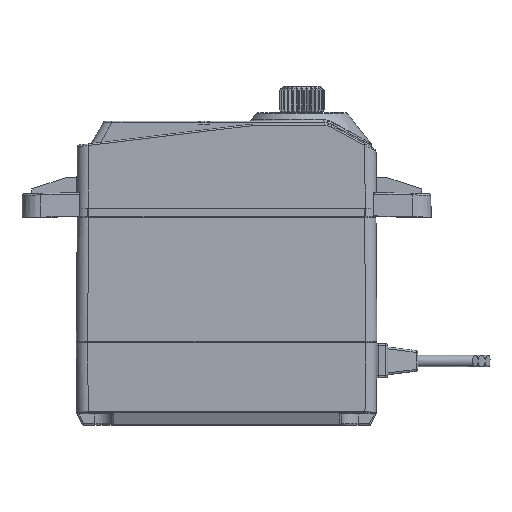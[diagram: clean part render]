
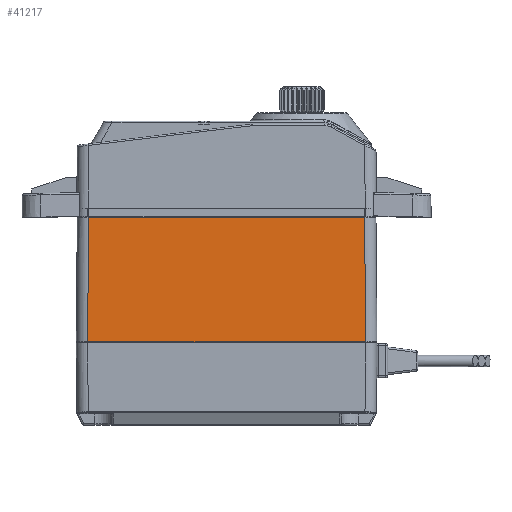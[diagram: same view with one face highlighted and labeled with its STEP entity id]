
A CAD part, top view. The second image highlights one B-rep face of the part: STEP entity #41217.
In plain terms, the highlighted planar face has unit normal (0, 0.007, 1).
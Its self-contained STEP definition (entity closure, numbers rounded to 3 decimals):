
#43 = DIRECTION ( 'NONE',  ( 1., 0., 0. ) ) ;
#84 = AXIS2_PLACEMENT_3D ( 'NONE', #10554, #20108, #432 ) ;
#432 = DIRECTION ( 'NONE',  ( 0., -1., 0.007 ) ) ;
#2229 = CARTESIAN_POINT ( 'NONE',  ( 18.465, -8.9, 10.015 ) ) ;
#3431 = LINE ( 'NONE', #38325, #9039 ) ;
#6216 = EDGE_CURVE ( 'NONE', #16989, #17665, #3431, .T. ) ;
#8135 = EDGE_LOOP ( 'NONE', ( #14322, #37924, #27899, #30019 ) ) ;
#9039 = VECTOR ( 'NONE', #31935, 1000. ) ;
#9741 = CARTESIAN_POINT ( 'NONE',  ( -18.35, 7.6, 9.9 ) ) ;
#10019 = EDGE_CURVE ( 'NONE', #18848, #17665, #17067, .T. ) ;
#10554 = CARTESIAN_POINT ( 'NONE',  ( -21.929, 7.599, 9.9 ) ) ;
#11746 = DIRECTION ( 'NONE',  ( 1., 0., 0. ) ) ;
#14141 = CARTESIAN_POINT ( 'NONE',  ( 18.35, 7.6, 9.9 ) ) ;
#14322 = ORIENTED_EDGE ( 'NONE', *, *, #6216, .F. ) ;
#15800 = VERTEX_POINT ( 'NONE', #24531 ) ;
#16785 = FACE_OUTER_BOUND ( 'NONE', #8135, .T. ) ;
#16989 = VERTEX_POINT ( 'NONE', #14141 ) ;
#17067 = LINE ( 'NONE', #28295, #39962 ) ;
#17665 = VERTEX_POINT ( 'NONE', #2229 ) ;
#18848 = VERTEX_POINT ( 'NONE', #19506 ) ;
#19506 = CARTESIAN_POINT ( 'NONE',  ( -18.465, -8.9, 10.015 ) ) ;
#20108 = DIRECTION ( 'NONE',  ( 0., 0.007, 1. ) ) ;
#21457 = EDGE_CURVE ( 'NONE', #18848, #15800, #37021, .T. ) ;
#23101 = PLANE ( 'NONE',  #84 ) ;
#23692 = CARTESIAN_POINT ( 'NONE',  ( -18.7, -42.519, 10.25 ) ) ;
#24105 = LINE ( 'NONE', #9741, #37313 ) ;
#24531 = CARTESIAN_POINT ( 'NONE',  ( -18.35, 7.6, 9.9 ) ) ;
#26674 = DIRECTION ( 'NONE',  ( 0.007, 1., -0.007 ) ) ;
#27899 = ORIENTED_EDGE ( 'NONE', *, *, #21457, .F. ) ;
#28295 = CARTESIAN_POINT ( 'NONE',  ( -21.929, -8.9, 10.015 ) ) ;
#28313 = EDGE_CURVE ( 'NONE', #15800, #16989, #24105, .T. ) ;
#30019 = ORIENTED_EDGE ( 'NONE', *, *, #10019, .T. ) ;
#31935 = DIRECTION ( 'NONE',  ( 0.007, -1., 0.007 ) ) ;
#37021 = LINE ( 'NONE', #23692, #41592 ) ;
#37313 = VECTOR ( 'NONE', #43, 1000. ) ;
#37924 = ORIENTED_EDGE ( 'NONE', *, *, #28313, .F. ) ;
#38325 = CARTESIAN_POINT ( 'NONE',  ( 18.7, -42.519, 10.25 ) ) ;
#39962 = VECTOR ( 'NONE', #11746, 1000. ) ;
#41217 = ADVANCED_FACE ( 'NONE', ( #16785 ), #23101, .T. ) ;
#41592 = VECTOR ( 'NONE', #26674, 1000. ) ;
